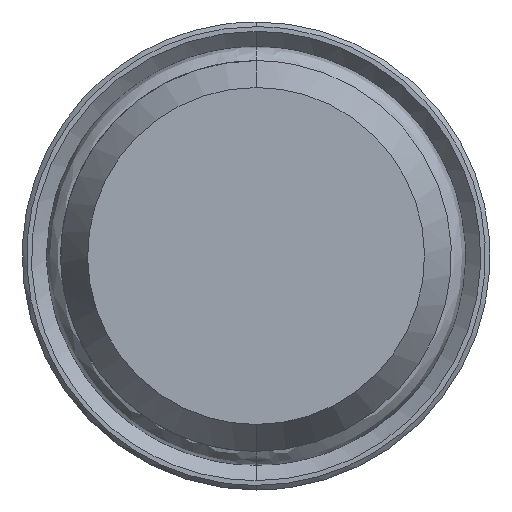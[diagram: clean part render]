
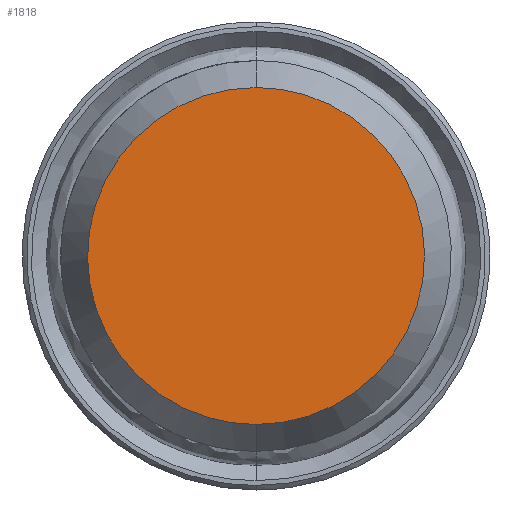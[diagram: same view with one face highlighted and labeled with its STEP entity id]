
A CAD part, front view. The second image highlights one B-rep face of the part: STEP entity #1818.
In plain terms, the highlighted free-form (B-spline) face has degree [1, 1] with [2, 2] control points.
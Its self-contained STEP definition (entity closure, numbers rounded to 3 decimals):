
#18 = CARTESIAN_POINT ( 'NONE',  ( 0.591, 0., -9. ) ) ;
#26 = CARTESIAN_POINT ( 'NONE',  ( 8.942, 0., 1.176 ) ) ;
#37 = CARTESIAN_POINT ( 'NONE',  ( -9.108, 0., 9.108 ) ) ;
#41 = CARTESIAN_POINT ( 'NONE',  ( -7.812, 0., -4.509 ) ) ;
#45 = CARTESIAN_POINT ( 'NONE',  ( -8.942, 0., 1.176 ) ) ;
#65 = CARTESIAN_POINT ( 'NONE',  ( -7.155, 0., 5.491 ) ) ;
#177 = CARTESIAN_POINT ( 'NONE',  ( 7.812, 0., -4.509 ) ) ;
#180 = CARTESIAN_POINT ( 'NONE',  ( 4.509, 0., 7.812 ) ) ;
#187 = CARTESIAN_POINT ( 'NONE',  ( 6.782, 0., 5.946 ) ) ;
#206 = CARTESIAN_POINT ( 'NONE',  ( 0., 0., 9. ) ) ;
#212 = CARTESIAN_POINT ( 'NONE',  ( -5.946, 0., -6.782 ) ) ;
#236 = ORIENTED_EDGE ( 'NONE', *, *, #729, .T. ) ;
#298 = CARTESIAN_POINT ( 'NONE',  ( 0., 0., -9. ) ) ;
#320 = CARTESIAN_POINT ( 'NONE',  ( 8.712, 0., -2.335 ) ) ;
#337 = CARTESIAN_POINT ( 'NONE',  ( 3.99, 0., 8.089 ) ) ;
#344 = CARTESIAN_POINT ( 'NONE',  ( -4.509, 0., -7.812 ) ) ;
#349 = CARTESIAN_POINT ( 'NONE',  ( -2.898, 0., -8.541 ) ) ;
#358 = CARTESIAN_POINT ( 'NONE',  ( -3.99, 0., -8.089 ) ) ;
#370 = CARTESIAN_POINT ( 'NONE',  ( -8.712, 0., 2.335 ) ) ;
#467 = CARTESIAN_POINT ( 'NONE',  ( 7.155, 0., 5.491 ) ) ;
#483 = CARTESIAN_POINT ( 'NONE',  ( 9., 0., -0.591 ) ) ;
#509 = CARTESIAN_POINT ( 'NONE',  ( -7.155, 0., -5.491 ) ) ;
#540 = CARTESIAN_POINT ( 'NONE',  ( -5.946, 0., 6.782 ) ) ;
#638 = CARTESIAN_POINT ( 'NONE',  ( 9.108, 0., 9.108 ) ) ;
#640 = CARTESIAN_POINT ( 'NONE',  ( 1.176, 0., -8.942 ) ) ;
#648 = CARTESIAN_POINT ( 'NONE',  ( 7.155, 0., -5.491 ) ) ;
#649 = CARTESIAN_POINT ( 'NONE',  ( 2.898, 0., 8.541 ) ) ;
#670 = CARTESIAN_POINT ( 'NONE',  ( -6.782, 0., -5.946 ) ) ;
#677 = CARTESIAN_POINT ( 'NONE',  ( -2.335, 0., -8.712 ) ) ;
#691 = CARTESIAN_POINT ( 'NONE',  ( -1.176, 0., 8.942 ) ) ;
#729 = EDGE_CURVE ( 'NONE', #1644, #1659, #1593, .T. ) ;
#796 = CARTESIAN_POINT ( 'NONE',  ( 9.108, 0., -9.108 ) ) ;
#798 = CARTESIAN_POINT ( 'NONE',  ( 4.509, 0., -7.812 ) ) ;
#806 = CARTESIAN_POINT ( 'NONE',  ( 8.089, 0., -3.99 ) ) ;
#813 = CARTESIAN_POINT ( 'NONE',  ( 5.491, 0., 7.155 ) ) ;
#817 = CARTESIAN_POINT ( 'NONE',  ( -9., 0., -0.591 ) ) ;
#834 = CARTESIAN_POINT ( 'NONE',  ( -8.942, 0., -1.176 ) ) ;
#903 = EDGE_CURVE ( 'NONE', #1659, #1644, #1267, .T. ) ;
#939 = CARTESIAN_POINT ( 'NONE',  ( 8.712, 0., 2.335 ) ) ;
#945 = CARTESIAN_POINT ( 'NONE',  ( 5.491, 0., -7.155 ) ) ;
#954 = CARTESIAN_POINT ( 'NONE',  ( 0., 0., -9. ) ) ;
#969 = CARTESIAN_POINT ( 'NONE',  ( -8.089, 0., -3.99 ) ) ;
#978 = CARTESIAN_POINT ( 'NONE',  ( 0., 0., -9. ) ) ;
#988 = CARTESIAN_POINT ( 'NONE',  ( -8.089, 0., 3.99 ) ) ;
#994 = CARTESIAN_POINT ( 'NONE',  ( -8.541, 0., 2.898 ) ) ;
#995 = ORIENTED_EDGE ( 'NONE', *, *, #903, .T. ) ;
#1093 = CARTESIAN_POINT ( 'NONE',  ( 5.946, 0., -6.782 ) ) ;
#1102 = CARTESIAN_POINT ( 'NONE',  ( 8.089, 0., 3.99 ) ) ;
#1124 = CARTESIAN_POINT ( 'NONE',  ( -3.99, 0., 8.089 ) ) ;
#1247 = CARTESIAN_POINT ( 'NONE',  ( 8.541, 0., -2.898 ) ) ;
#1249 = CARTESIAN_POINT ( 'NONE',  ( 1.176, 0., 8.942 ) ) ;
#1261 = CARTESIAN_POINT ( 'NONE',  ( 2.335, 0., 8.712 ) ) ;
#1267 = B_SPLINE_CURVE_WITH_KNOTS ( 'NONE', 3,
 ( #206, #1455, #691, #1565, #1863, #1124, #1286, #1298, #540, #1446, #65, #1571, #988, #994, #370, #45, #1580, #817, #834, #1273, #1835, #969, #41, #509, #670, #212, #1280, #344, #358, #349, #677, #1691, #1436, #978 ),
 .UNSPECIFIED., .F., .F.,
 ( 4, 2, 2, 2, 2, 2, 2, 2, 2, 2, 2, 2, 2, 2, 2, 2, 4 ),
 ( 0., 0.196, 0.393, 0.589, 0.785, 0.982, 1.178, 1.374, 1.571, 1.767, 1.963, 2.16, 2.356, 2.553, 2.749, 2.945, 3.142 ),
 .UNSPECIFIED. ) ;
#1273 = CARTESIAN_POINT ( 'NONE',  ( -8.712, 0., -2.335 ) ) ;
#1280 = CARTESIAN_POINT ( 'NONE',  ( -5.491, 0., -7.155 ) ) ;
#1286 = CARTESIAN_POINT ( 'NONE',  ( -4.509, 0., 7.812 ) ) ;
#1298 = CARTESIAN_POINT ( 'NONE',  ( -5.491, 0., 7.155 ) ) ;
#1380 = CARTESIAN_POINT ( 'NONE',  ( 0., 0., 9. ) ) ;
#1400 = CARTESIAN_POINT ( 'NONE',  ( 8.541, 0., 2.898 ) ) ;
#1408 = CARTESIAN_POINT ( 'NONE',  ( 2.898, 0., -8.541 ) ) ;
#1418 = CARTESIAN_POINT ( 'NONE',  ( 0., 0., 9. ) ) ;
#1436 = CARTESIAN_POINT ( 'NONE',  ( -0.591, 0., -9. ) ) ;
#1446 = CARTESIAN_POINT ( 'NONE',  ( -6.782, 0., 5.946 ) ) ;
#1455 = CARTESIAN_POINT ( 'NONE',  ( -0.591, 0., 9. ) ) ;
#1546 = CARTESIAN_POINT ( 'NONE',  ( 6.782, 0., -5.946 ) ) ;
#1565 = CARTESIAN_POINT ( 'NONE',  ( -2.335, 0., 8.712 ) ) ;
#1571 = CARTESIAN_POINT ( 'NONE',  ( -7.812, 0., 4.509 ) ) ;
#1580 = CARTESIAN_POINT ( 'NONE',  ( -9., 0., 0.591 ) ) ;
#1593 = B_SPLINE_CURVE_WITH_KNOTS ( 'NONE', 3,
 ( #954, #18, #640, #1663, #1408, #1804, #798, #945, #1093, #1546, #648, #177, #806, #1247, #320, #1811, #483, #1670, #26, #939, #1400, #1102, #1800, #467, #187, #1683, #813, #180, #337, #649, #1261, #1249, #1655, #1418 ),
 .UNSPECIFIED., .F., .F.,
 ( 4, 2, 2, 2, 2, 2, 2, 2, 2, 2, 2, 2, 2, 2, 2, 2, 4 ),
 ( 0., 0.196, 0.393, 0.589, 0.785, 0.982, 1.178, 1.374, 1.571, 1.767, 1.963, 2.16, 2.356, 2.553, 2.749, 2.945, 3.142 ),
 .UNSPECIFIED. ) ;
#1644 = VERTEX_POINT ( 'NONE', #298 ) ;
#1655 = CARTESIAN_POINT ( 'NONE',  ( 0.591, 0., 9. ) ) ;
#1659 = VERTEX_POINT ( 'NONE', #1380 ) ;
#1661 = CARTESIAN_POINT ( 'NONE',  ( -9.108, 0., -9.108 ) ) ;
#1663 = CARTESIAN_POINT ( 'NONE',  ( 2.335, 0., -8.712 ) ) ;
#1670 = CARTESIAN_POINT ( 'NONE',  ( 9., 0., 0.591 ) ) ;
#1683 = CARTESIAN_POINT ( 'NONE',  ( 5.946, 0., 6.782 ) ) ;
#1691 = CARTESIAN_POINT ( 'NONE',  ( -1.176, 0., -8.942 ) ) ;
#1708 = FACE_OUTER_BOUND ( 'NONE', #1857, .T. ) ;
#1800 = CARTESIAN_POINT ( 'NONE',  ( 7.812, 0., 4.509 ) ) ;
#1804 = CARTESIAN_POINT ( 'NONE',  ( 3.99, 0., -8.089 ) ) ;
#1811 = CARTESIAN_POINT ( 'NONE',  ( 8.942, 0., -1.176 ) ) ;
#1818 = ADVANCED_FACE ( 'NONE', ( #1708 ), #1819, .T. ) ;
#1819 = B_SPLINE_SURFACE_WITH_KNOTS ( 'NONE', 1, 1, ( 
 ( #37, #638 ),
 ( #1661, #796 ) ),
 .UNSPECIFIED., .F., .F., .F.,
 ( 2, 2 ),
 ( 2, 2 ),
 ( 0., 1. ),
 ( 0., 1. ),
 .UNSPECIFIED. ) ;
#1835 = CARTESIAN_POINT ( 'NONE',  ( -8.541, 0., -2.898 ) ) ;
#1857 = EDGE_LOOP ( 'NONE', ( #995, #236 ) ) ;
#1863 = CARTESIAN_POINT ( 'NONE',  ( -2.898, 0., 8.541 ) ) ;
